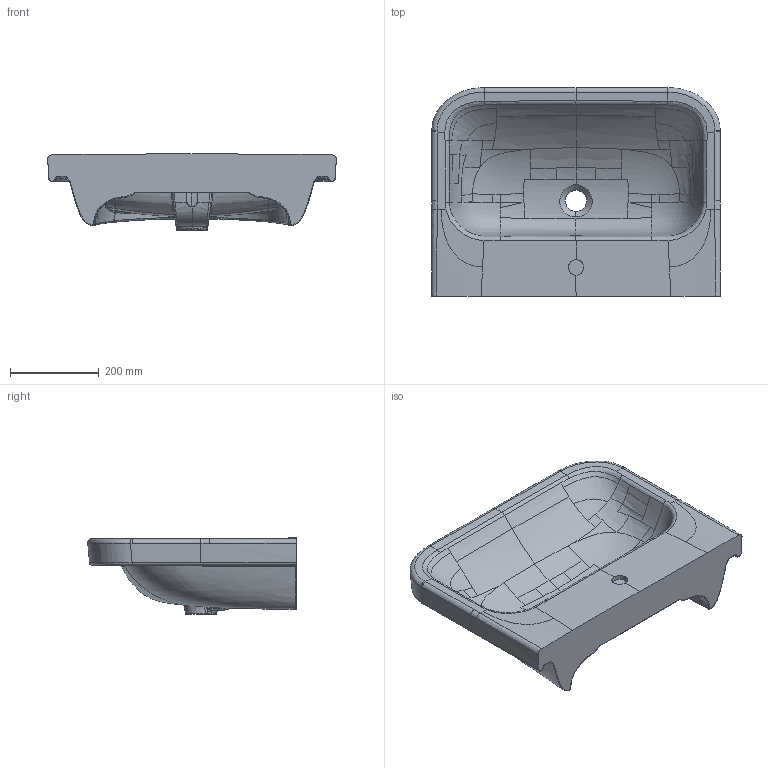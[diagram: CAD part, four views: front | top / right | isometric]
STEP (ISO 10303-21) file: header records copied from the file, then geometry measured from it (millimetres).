
FILE_DESCRIPTION(/* description */ (''),/* implementation_level */ '2;1');
FILE_NAME(/* name */ '418865_OA_Relaunch_WT65.stp',/* time_stamp */ '2019-02-19T08:35:27+01:00',/* author */ (''),/* organization */ (''),/* preprocessor_version */ 'ST-DEVELOPER v16',/* originating_system */ 'SIEMENS PLM Software NX 10.0',/* authorisation */ '');
FILE_SCHEMA (('AUTOMOTIVE_DESIGN { 1 0 10303 214 3 1 1 1 }'));
Products named in the file (1): math210C1D535scu
Bounding box: 650.01 x 470.04 x 172.1 mm (x, y, z)
Volume: 15738431.6 mm3; surface area: 929741.9 mm2
Topology: 1 solids, 1 shells, 361 faces, 989 edges, 623 vertices
Faces by surface type: bspline 310, plane 26, cylinder 15, torus 4, cone 4, sphere 2
Full cylindrical faces by diameter (mm): 25 x1, 35 x1
Entity records: 56118 total; most frequent: CARTESIAN_POINT 49900, ORIENTED_EDGE 1964, EDGE_CURVE 982, B_SPLINE_CURVE_WITH_KNOTS 757, VERTEX_POINT 623, EDGE_LOOP 363, ADVANCED_FACE 361, FACE_OUTER_BOUND 359
